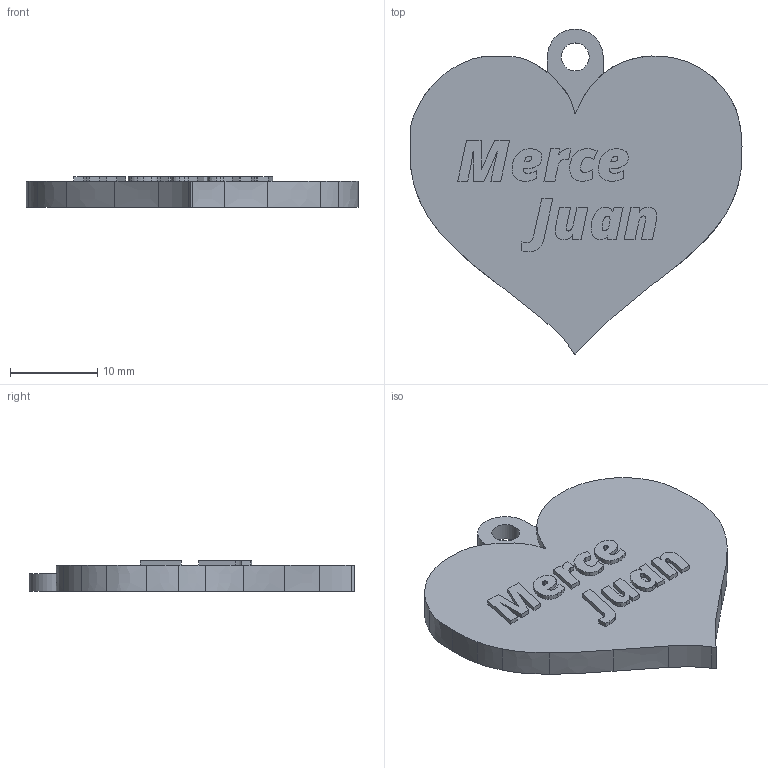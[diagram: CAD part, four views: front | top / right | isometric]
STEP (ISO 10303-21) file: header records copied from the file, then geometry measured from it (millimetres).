
FILE_DESCRIPTION(('FreeCAD Model'),'2;1');
FILE_NAME('Merce-Juan-heart.step','2017-02-12T18:08:08',(''),(''), 'Open CASCADE STEP processor 6.8','FreeCAD','Unknown');
FILE_SCHEMA(('AUTOMOTIVE_DESIGN_CC2 { 1 2 10303 214 -1 1 5 4 }'));
Length unit declared in the file: millimetre
Products named in the file (2): ASSEMBLY; Merce-Juan-heart
Assembly tree (1 placements, depth 2):
  ASSEMBLY
    Merce-Juan-heart
Bounding box: 38.06 x 37.36 x 3.5 mm (x, y, z)
Volume: 2779 mm3; surface area: 2315.7 mm2
Topology: 1 solids, 1 shells, 215 faces, 603 edges, 402 vertices
Faces by surface type: extrusion 133, plane 80, cylinder 2
Full cylindrical faces by diameter (mm): 3.2 x1
Entity records: 16671 total; most frequent: CARTESIAN_POINT 5536, DIRECTION 1565, VECTOR 1387, LINE 1254, ORIENTED_EDGE 1206, PCURVE 1206, DEFINITIONAL_REPRESENTATION 1206, B_SPLINE_CURVE_WITH_KNOTS 680
